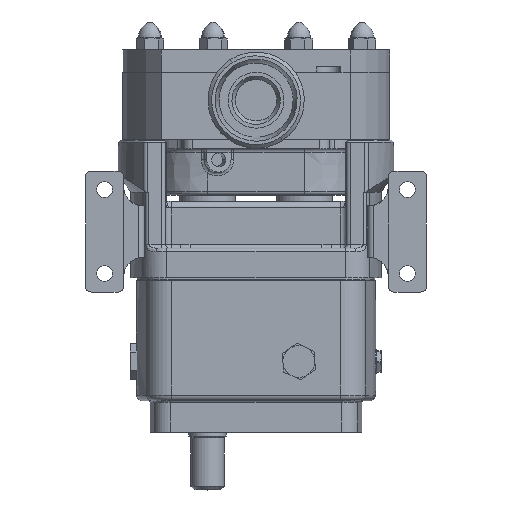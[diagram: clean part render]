
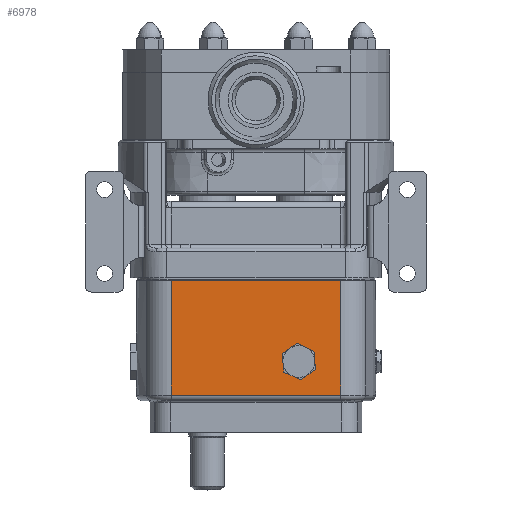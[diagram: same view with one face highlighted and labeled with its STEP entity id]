
A CAD part, front view. The second image highlights one B-rep face of the part: STEP entity #6978.
In plain terms, the highlighted planar face has unit normal (0, -1, 0).
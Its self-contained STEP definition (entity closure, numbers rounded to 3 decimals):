
#81 = CARTESIAN_POINT ( 'NONE',  ( -45.477, -46.005, -75.4 ) ) ;
#175 = EDGE_CURVE ( 'NONE', #18607, #4452, #23156, .T. ) ;
#370 = CARTESIAN_POINT ( 'NONE',  ( 45.477, -46.005, -139.9 ) ) ;
#623 = CARTESIAN_POINT ( 'NONE',  ( -45.477, -46.005, -136.9 ) ) ;
#1506 = VERTEX_POINT ( 'NONE', #23916 ) ;
#1654 = EDGE_LOOP ( 'NONE', ( #3649, #1960, #19229, #18038 ) ) ;
#1779 = VECTOR ( 'NONE', #3994, 1000. ) ;
#1960 = ORIENTED_EDGE ( 'NONE', *, *, #19644, .T. ) ;
#3408 = DIRECTION ( 'NONE',  ( 0.082, 0., -0.997 ) ) ;
#3649 = ORIENTED_EDGE ( 'NONE', *, *, #8933, .F. ) ;
#3697 = VERTEX_POINT ( 'NONE', #8244 ) ;
#3994 = DIRECTION ( 'NONE',  ( 1., 0., 0. ) ) ;
#4044 = CARTESIAN_POINT ( 'NONE',  ( -45.477, -46.005, -139.9 ) ) ;
#4452 = VERTEX_POINT ( 'NONE', #10952 ) ;
#4775 = CARTESIAN_POINT ( 'NONE',  ( -45.477, -46.005, -139.9 ) ) ;
#4876 = ORIENTED_EDGE ( 'NONE', *, *, #26621, .T. ) ;
#5053 = LINE ( 'NONE', #14519, #19934 ) ;
#5677 = VECTOR ( 'NONE', #11826, 1000. ) ;
#5895 = CARTESIAN_POINT ( 'NONE',  ( -28.532, -46.005, -104.034 ) ) ;
#6705 = VERTEX_POINT ( 'NONE', #623 ) ;
#6978 = ADVANCED_FACE ( 'NONE', ( #9553, #19047 ), #9715, .F. ) ;
#7098 = DIRECTION ( 'NONE',  ( 1., 0., 0. ) ) ;
#8049 = EDGE_CURVE ( 'NONE', #28460, #8176, #20141, .T. ) ;
#8106 = CARTESIAN_POINT ( 'NONE',  ( 14.863, -46.005, -124.537 ) ) ;
#8176 = VERTEX_POINT ( 'NONE', #17664 ) ;
#8244 = CARTESIAN_POINT ( 'NONE',  ( 22.187, -46.005, -109.035 ) ) ;
#8933 = EDGE_CURVE ( 'NONE', #6705, #10692, #13829, .T. ) ;
#9553 = FACE_BOUND ( 'NONE', #24899, .T. ) ;
#9715 = PLANE ( 'NONE',  #15167 ) ;
#9989 = DIRECTION ( 'NONE',  ( 0.904, 0., -0.427 ) ) ;
#10692 = VERTEX_POINT ( 'NONE', #25787 ) ;
#10952 = CARTESIAN_POINT ( 'NONE',  ( 45.477, -46.005, -75.4 ) ) ;
#11758 = EDGE_CURVE ( 'NONE', #13428, #17190, #24237, .T. ) ;
#11800 = DIRECTION ( 'NONE',  ( 0., 0., 1. ) ) ;
#11826 = DIRECTION ( 'NONE',  ( 0., 0., 1. ) ) ;
#12310 = CARTESIAN_POINT ( 'NONE',  ( 14.05, -46.005, -114.671 ) ) ;
#12792 = EDGE_CURVE ( 'NONE', #17190, #3697, #23225, .T. ) ;
#13224 = EDGE_CURVE ( 'NONE', #4452, #10692, #18993, .T. ) ;
#13428 = VERTEX_POINT ( 'NONE', #8106 ) ;
#13829 = LINE ( 'NONE', #4044, #28833 ) ;
#13922 = LINE ( 'NONE', #18576, #20195 ) ;
#14476 = CARTESIAN_POINT ( 'NONE',  ( 15.713, -46.005, -134.858 ) ) ;
#14519 = CARTESIAN_POINT ( 'NONE',  ( -21.207, -46.005, -88.532 ) ) ;
#14899 = DIRECTION ( 'NONE',  ( -0.904, 0., 0.427 ) ) ;
#15167 = AXIS2_PLACEMENT_3D ( 'NONE', #4775, #28517, #7098 ) ;
#15940 = LINE ( 'NONE', #16101, #1779 ) ;
#16101 = CARTESIAN_POINT ( 'NONE',  ( 45.477, -46.005, -136.9 ) ) ;
#16161 = EDGE_CURVE ( 'NONE', #3697, #28460, #5053, .T. ) ;
#16562 = EDGE_CURVE ( 'NONE', #1506, #13428, #29172, .T. ) ;
#17004 = VECTOR ( 'NONE', #14899, 1000. ) ;
#17190 = VERTEX_POINT ( 'NONE', #12310 ) ;
#17664 = CARTESIAN_POINT ( 'NONE',  ( 31.95, -46.005, -123.129 ) ) ;
#18038 = ORIENTED_EDGE ( 'NONE', *, *, #13224, .T. ) ;
#18576 = CARTESIAN_POINT ( 'NONE',  ( -28.222, -46.005, -164.81 ) ) ;
#18607 = VERTEX_POINT ( 'NONE', #23264 ) ;
#18993 = LINE ( 'NONE', #81, #20081 ) ;
#19047 = FACE_OUTER_BOUND ( 'NONE', #1654, .T. ) ;
#19159 = DIRECTION ( 'NONE',  ( -1., 0., 0. ) ) ;
#19229 = ORIENTED_EDGE ( 'NONE', *, *, #175, .T. ) ;
#19538 = CARTESIAN_POINT ( 'NONE',  ( 31.137, -46.005, -113.263 ) ) ;
#19644 = EDGE_CURVE ( 'NONE', #6705, #18607, #15940, .T. ) ;
#19934 = VECTOR ( 'NONE', #9989, 1000. ) ;
#20081 = VECTOR ( 'NONE', #19159, 1000. ) ;
#20141 = LINE ( 'NONE', #22001, #28093 ) ;
#20195 = VECTOR ( 'NONE', #28032, 1000. ) ;
#21065 = ORIENTED_EDGE ( 'NONE', *, *, #11758, .T. ) ;
#22001 = CARTESIAN_POINT ( 'NONE',  ( 32.8, -46.005, -133.45 ) ) ;
#23156 = LINE ( 'NONE', #370, #5677 ) ;
#23225 = LINE ( 'NONE', #25707, #24492 ) ;
#23264 = CARTESIAN_POINT ( 'NONE',  ( 45.477, -46.005, -136.9 ) ) ;
#23479 = VECTOR ( 'NONE', #23927, 1000. ) ;
#23916 = CARTESIAN_POINT ( 'NONE',  ( 23.813, -46.005, -128.765 ) ) ;
#23927 = DIRECTION ( 'NONE',  ( -0.082, 0., 0.997 ) ) ;
#24237 = LINE ( 'NONE', #14476, #23479 ) ;
#24492 = VECTOR ( 'NONE', #25391, 1000. ) ;
#24899 = EDGE_LOOP ( 'NONE', ( #4876, #29647, #21065, #28535, #28215, #27512 ) ) ;
#25391 = DIRECTION ( 'NONE',  ( 0.822, 0., 0.569 ) ) ;
#25707 = CARTESIAN_POINT ( 'NONE',  ( -37.985, -46.005, -150.716 ) ) ;
#25787 = CARTESIAN_POINT ( 'NONE',  ( -45.477, -46.005, -75.4 ) ) ;
#26621 = EDGE_CURVE ( 'NONE', #8176, #1506, #13922, .T. ) ;
#27512 = ORIENTED_EDGE ( 'NONE', *, *, #8049, .T. ) ;
#28032 = DIRECTION ( 'NONE',  ( -0.822, 0., -0.569 ) ) ;
#28093 = VECTOR ( 'NONE', #3408, 1000. ) ;
#28215 = ORIENTED_EDGE ( 'NONE', *, *, #16161, .T. ) ;
#28460 = VERTEX_POINT ( 'NONE', #19538 ) ;
#28517 = DIRECTION ( 'NONE',  ( 0., 1., 0. ) ) ;
#28535 = ORIENTED_EDGE ( 'NONE', *, *, #12792, .T. ) ;
#28833 = VECTOR ( 'NONE', #11800, 1000. ) ;
#29172 = LINE ( 'NONE', #5895, #17004 ) ;
#29647 = ORIENTED_EDGE ( 'NONE', *, *, #16562, .T. ) ;
